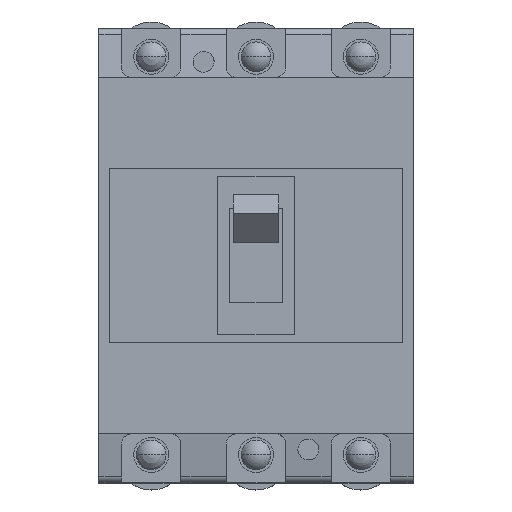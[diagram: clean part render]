
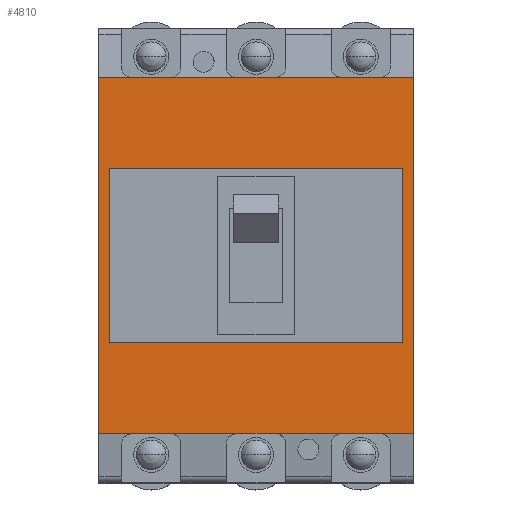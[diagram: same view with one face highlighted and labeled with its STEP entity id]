
A CAD part, top view. The second image highlights one B-rep face of the part: STEP entity #4810.
In plain terms, the highlighted planar face has unit normal (0, 0, 1).
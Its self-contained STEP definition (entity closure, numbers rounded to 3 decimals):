
#561 = VECTOR ( 'NONE', #4849, 1000. ) ;
#606 = LINE ( 'NONE', #5932, #10996 ) ;
#619 = EDGE_LOOP ( 'NONE', ( #5697, #3057, #5504, #8611 ) ) ;
#831 = CARTESIAN_POINT ( 'NONE',  ( -45., 51., 68. ) ) ;
#1403 = VERTEX_POINT ( 'NONE', #10650 ) ;
#1453 = EDGE_CURVE ( 'NONE', #10765, #7918, #606, .T. ) ;
#1977 = VERTEX_POINT ( 'NONE', #10810 ) ;
#2348 = ORIENTED_EDGE ( 'NONE', *, *, #6021, .F. ) ;
#2435 = EDGE_CURVE ( 'NONE', #11480, #1403, #2436, .T. ) ;
#2436 = LINE ( 'NONE', #7029, #12831 ) ;
#2527 = CARTESIAN_POINT ( 'NONE',  ( 0., 0., 68. ) ) ;
#2777 = EDGE_CURVE ( 'NONE', #8320, #1977, #9850, .T. ) ;
#2888 = CARTESIAN_POINT ( 'NONE',  ( 45., 51., 68. ) ) ;
#3009 = DIRECTION ( 'NONE',  ( 0., -1., 0. ) ) ;
#3057 = ORIENTED_EDGE ( 'NONE', *, *, #6307, .T. ) ;
#3343 = CARTESIAN_POINT ( 'NONE',  ( -42., 25., 68. ) ) ;
#3894 = CARTESIAN_POINT ( 'NONE',  ( 42., 25., 68. ) ) ;
#3924 = EDGE_CURVE ( 'NONE', #4682, #5941, #7181, .T. ) ;
#4129 = FACE_OUTER_BOUND ( 'NONE', #619, .T. ) ;
#4682 = VERTEX_POINT ( 'NONE', #12327 ) ;
#4756 = VECTOR ( 'NONE', #6947, 1000. ) ;
#4810 = ADVANCED_FACE ( 'NONE', ( #4129, #11834 ), #11503, .T. ) ;
#4849 = DIRECTION ( 'NONE',  ( 0., 1., 0. ) ) ;
#4983 = EDGE_CURVE ( 'NONE', #1403, #8320, #12753, .T. ) ;
#5294 = CARTESIAN_POINT ( 'NONE',  ( -42., 25., 68. ) ) ;
#5504 = ORIENTED_EDGE ( 'NONE', *, *, #1453, .F. ) ;
#5593 = DIRECTION ( 'NONE',  ( 0., 0., 1. ) ) ;
#5697 = ORIENTED_EDGE ( 'NONE', *, *, #3924, .T. ) ;
#5921 = CARTESIAN_POINT ( 'NONE',  ( -85., -51., 68. ) ) ;
#5927 = CARTESIAN_POINT ( 'NONE',  ( 42., 25., 68. ) ) ;
#5932 = CARTESIAN_POINT ( 'NONE',  ( -85., 51., 68. ) ) ;
#5941 = VERTEX_POINT ( 'NONE', #12275 ) ;
#6021 = EDGE_CURVE ( 'NONE', #1977, #11480, #11922, .T. ) ;
#6086 = EDGE_LOOP ( 'NONE', ( #10005, #2348, #8149, #9892 ) ) ;
#6269 = CARTESIAN_POINT ( 'NONE',  ( -42., -25., 68. ) ) ;
#6307 = EDGE_CURVE ( 'NONE', #5941, #7918, #8615, .T. ) ;
#6317 = VECTOR ( 'NONE', #3009, 1000. ) ;
#6318 = DIRECTION ( 'NONE',  ( -1., 0., 0. ) ) ;
#6398 = DIRECTION ( 'NONE',  ( 0., -1., 0. ) ) ;
#6881 = VECTOR ( 'NONE', #11929, 1000. ) ;
#6947 = DIRECTION ( 'NONE',  ( 0., 1., 0. ) ) ;
#6953 = DIRECTION ( 'NONE',  ( 1., 0., 0. ) ) ;
#7029 = CARTESIAN_POINT ( 'NONE',  ( -42., -25., 68. ) ) ;
#7171 = VECTOR ( 'NONE', #6318, 1000. ) ;
#7181 = LINE ( 'NONE', #5921, #6881 ) ;
#7918 = VERTEX_POINT ( 'NONE', #2888 ) ;
#8149 = ORIENTED_EDGE ( 'NONE', *, *, #2777, .F. ) ;
#8320 = VERTEX_POINT ( 'NONE', #3894 ) ;
#8523 = LINE ( 'NONE', #10048, #6317 ) ;
#8611 = ORIENTED_EDGE ( 'NONE', *, *, #9188, .T. ) ;
#8615 = LINE ( 'NONE', #9857, #561 ) ;
#8992 = AXIS2_PLACEMENT_3D ( 'NONE', #2527, #5593, #12599 ) ;
#9188 = EDGE_CURVE ( 'NONE', #10765, #4682, #8523, .T. ) ;
#9850 = LINE ( 'NONE', #5294, #7171 ) ;
#9857 = CARTESIAN_POINT ( 'NONE',  ( 45., 65., 68. ) ) ;
#9892 = ORIENTED_EDGE ( 'NONE', *, *, #4983, .F. ) ;
#10005 = ORIENTED_EDGE ( 'NONE', *, *, #2435, .F. ) ;
#10048 = CARTESIAN_POINT ( 'NONE',  ( -45., 65., 68. ) ) ;
#10650 = CARTESIAN_POINT ( 'NONE',  ( 42., -25., 68. ) ) ;
#10765 = VERTEX_POINT ( 'NONE', #831 ) ;
#10810 = CARTESIAN_POINT ( 'NONE',  ( -42., 25., 68. ) ) ;
#10996 = VECTOR ( 'NONE', #6953, 1000. ) ;
#11270 = VECTOR ( 'NONE', #6398, 1000. ) ;
#11480 = VERTEX_POINT ( 'NONE', #6269 ) ;
#11503 = PLANE ( 'NONE',  #8992 ) ;
#11834 = FACE_BOUND ( 'NONE', #6086, .T. ) ;
#11922 = LINE ( 'NONE', #3343, #11270 ) ;
#11929 = DIRECTION ( 'NONE',  ( 1., 0., 0. ) ) ;
#12275 = CARTESIAN_POINT ( 'NONE',  ( 45., -51., 68. ) ) ;
#12327 = CARTESIAN_POINT ( 'NONE',  ( -45., -51., 68. ) ) ;
#12599 = DIRECTION ( 'NONE',  ( 1., 0., 0. ) ) ;
#12753 = LINE ( 'NONE', #5927, #4756 ) ;
#12831 = VECTOR ( 'NONE', #13034, 1000. ) ;
#13034 = DIRECTION ( 'NONE',  ( 1., 0., 0. ) ) ;
